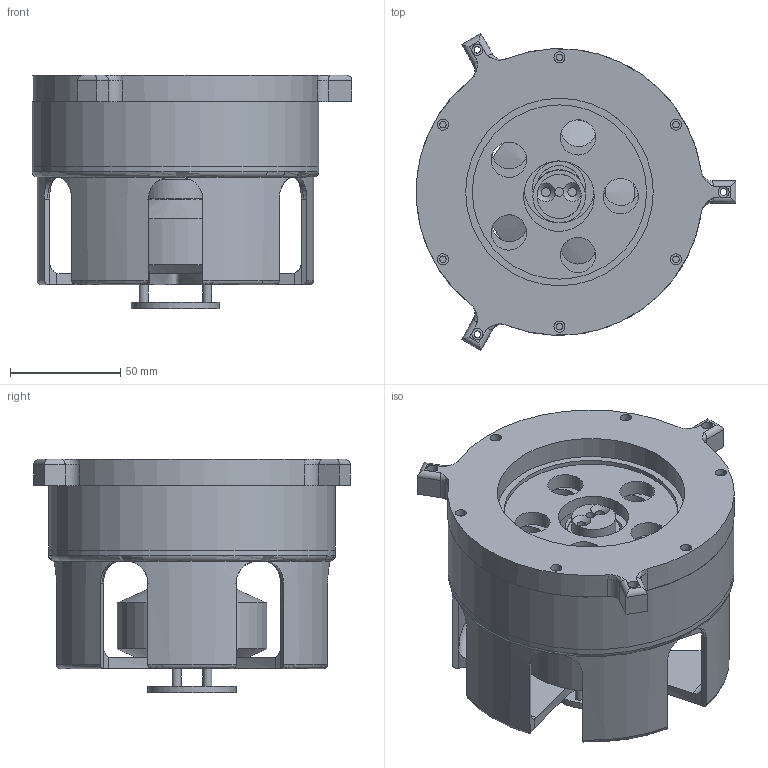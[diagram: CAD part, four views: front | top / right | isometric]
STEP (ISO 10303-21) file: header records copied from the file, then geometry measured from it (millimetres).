
FILE_DESCRIPTION(/* description */ (''),/* implementation_level */ '2;1');
FILE_NAME(/* name */ 'Assembly test_v15.step',/* time_stamp */ '2023-12-13T12:02:07-06:00',/* author */ (''),/* organization */ (''),/* preprocessor_version */ 'ST-DEVELOPER v20',/* originating_system */ 'Autodesk Translation Framework v12.14.0.127',/* authorisation */ '');
FILE_SCHEMA (('AUTOMOTIVE_DESIGN { 1 0 10303 214 3 1 1 }'));
Length unit declared in the file: millimetre
Products named in the file (11): Assembly test; Modified Gearbox; Housing; Motor Bracket; Motor; Motor Coupler-Motor; MotorCoupler; Motor Coupler-Gear; Gearbox crankshaft; Modified_Gear_v2; GearboxTop
Assembly tree (11 placements, depth 3):
  Assembly test
    Modified Gearbox
    Housing
    Motor Bracket
    Motor
    Motor Coupler-Motor
      MotorCoupler
    Motor Coupler-Gear
    Modified_Gear_v2  x2
    Gearbox crankshaft
    GearboxTop
Bounding box: 145 x 143.56 x 106.05 mm (x, y, z)
Volume: 569591.5 mm3; surface area: 205317.6 mm2
Topology: 11 solids, 11 shells, 745 faces, 2062 edges, 1349 vertices
Faces by surface type: cylinder 352, plane 228, bspline 116, cone 33, torus 16
Full cylindrical faces by diameter (mm): 2 x12, 3 x30, 3.2 x4, 4 x6, 4.1 x4, 5 x20, 5.3 x4, 13 x1, 16 x10, 20 x2, 23.8 x1, 24 x1, 30 x1, 32 x2, 40 x1, 42 x1, 68 x1, 79 x2, 85 x2, 115 x1, 130 x2
Entity records: 29476 total; most frequent: CARTESIAN_POINT 13058, ORIENTED_EDGE 3468, DIRECTION 3327, EDGE_CURVE 1734, AXIS2_PLACEMENT_3D 1393, VERTEX_POINT 1137, CIRCLE 819, EDGE_LOOP 769
